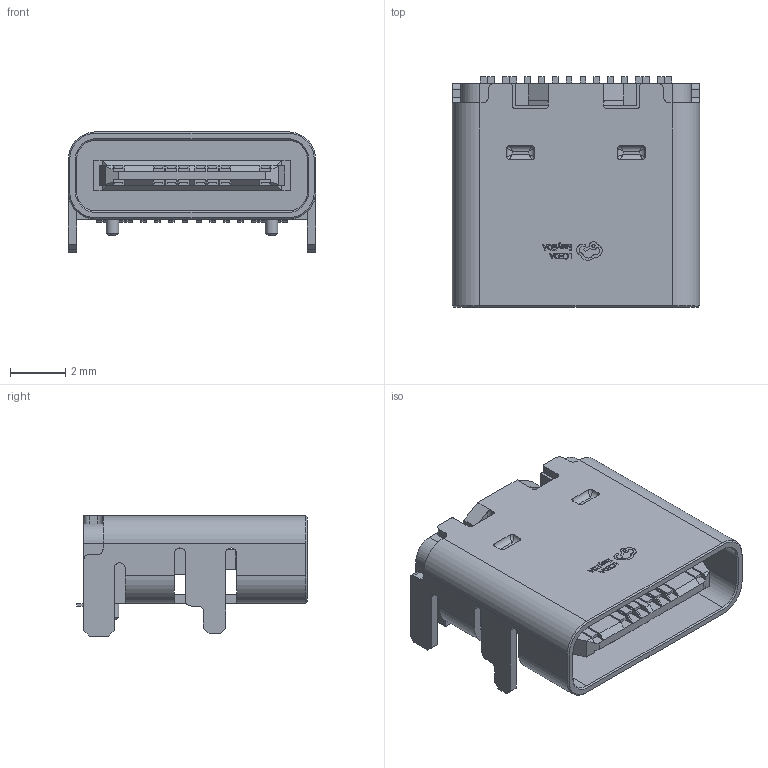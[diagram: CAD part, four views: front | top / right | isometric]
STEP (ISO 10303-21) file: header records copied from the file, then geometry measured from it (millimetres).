
FILE_DESCRIPTION (( 'STEP AP214' ), '1' );
FILE_NAME ('TYPE-C-SMD_20009-UCAF001-X.step', '2022-12-13T03:55:56', ( '' ), ( '' ), 'SwSTEP 2.0', 'SolidWorks 2020', '' );
FILE_SCHEMA (( 'AUTOMOTIVE_DESIGN' ));
Length unit declared in the file: millimetre
Products named in the file (1): TYPE-C-SMD_20009-UCAF001-X
Bounding box: 8.94 x 8.33 x 4.35 mm (x, y, z)
Volume: 114.2 mm3; surface area: 585.7 mm2
Topology: 29 solids, 29 shells, 771 faces, 1976 edges, 1268 vertices
Faces by surface type: plane 557, bspline 114, cylinder 88, cone 12
Entity records: 32447 total; most frequent: CARTESIAN_POINT 5788, ORIENTED_EDGE 3920, DIRECTION 3204, EDGE_CURVE 1960, VECTOR 1556, LINE 1556, VERTEX_POINT 1268, AXIS2_PLACEMENT_3D 824
